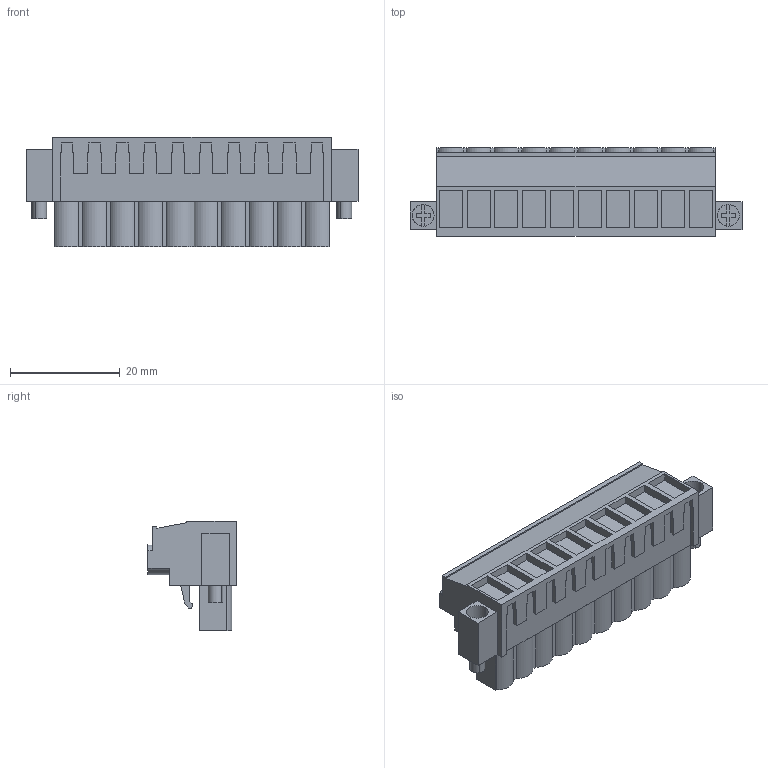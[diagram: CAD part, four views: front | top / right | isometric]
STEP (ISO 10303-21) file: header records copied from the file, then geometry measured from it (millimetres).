
FILE_DESCRIPTION(('CATIA V5 STEP','CAx-IF Rec.Pracs.--- Model Styling and Organization---1.2---2011-12-15'),'2;1');
FILE_NAME ('D1459919_0_1944170000_1944170000.stp','2017-05-22T10:03:45+00:00',('none'),('Weidmueller'),'CATIA Version 5-6 Release 2014','CATIA V5 STEP AP214','none');
FILE_SCHEMA(('AUTOMOTIVE_DESIGN { 1 0 10303 214 1 1 1 1 }'));
Length unit declared in the file: millimetre
Products named in the file (1): 1944170000
Bounding box: 60.6 x 16.1 x 20.05 mm (x, y, z)
Volume: 9879.5 mm3; surface area: 6815.4 mm2
Topology: 13 solids, 13 shells, 740 faces, 2073 edges, 1404 vertices
Faces by surface type: plane 626, cylinder 114
Entity records: 21920 total; most frequent: ORIENTED_EDGE 4146, CARTESIAN_POINT 3920, DIRECTION 2957, EDGE_CURVE 2073, VECTOR 1797, LINE 1797, VERTEX_POINT 1404, EDGE_LOOP 789
